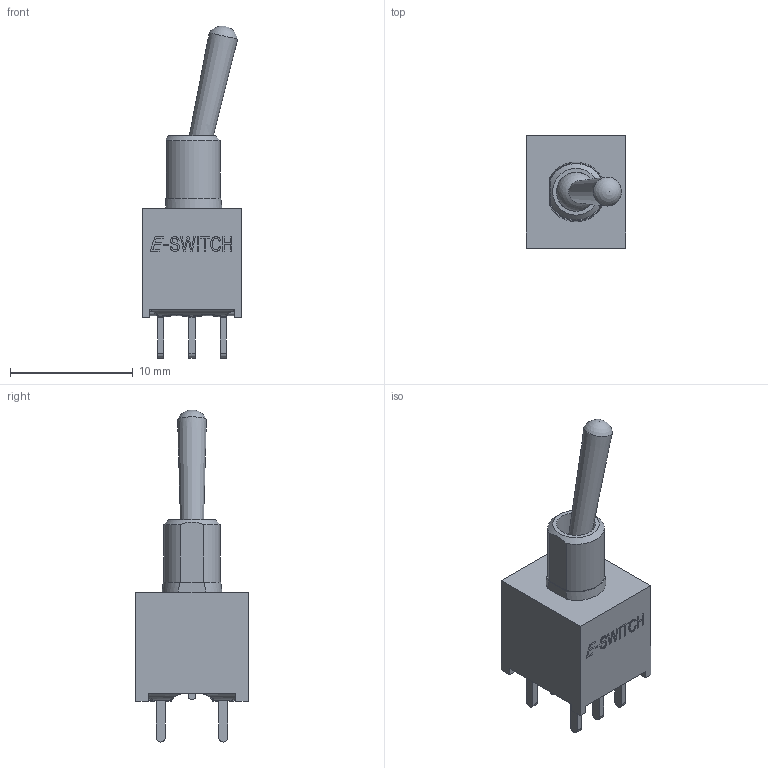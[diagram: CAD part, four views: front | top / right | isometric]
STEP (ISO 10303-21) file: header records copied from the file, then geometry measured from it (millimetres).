
FILE_DESCRIPTION(/* description */ (''),/* implementation_level */ '2;1');
FILE_NAME(/* name */ '200AWMDPxT1A4M2xE.stp',/* time_stamp */ '2025-12-30T15:24:32-06:00',/* author */ ('mroman'),/* organization */ (''),/* preprocessor_version */ 'ST-DEVELOPER v18.1',/* originating_system */ 'Autodesk Inventor 2022',/* authorisation */ '');
FILE_SCHEMA (('AUTOMOTIVE_DESIGN { 1 0 10303 214 3 1 1 }'));
Length unit declared in the file: inch
Products named in the file (1): 200AWMDPxT1A4M2xE
Bounding box: 8.13 x 9.14 x 27.03 mm (x, y, z)
Volume: 745.8 mm3; surface area: 733.7 mm2
Topology: 1 solids, 2 shells, 214 faces, 604 edges, 402 vertices
Faces by surface type: plane 144, bspline 42, cylinder 22, cone 3, sphere 3
Full cylindrical faces by diameter (mm): 3.18 x2
Entity records: 7645 total; most frequent: CARTESIAN_POINT 2404, ORIENTED_EDGE 1204, DIRECTION 863, EDGE_CURVE 602, LINE 403, VECTOR 403, VERTEX_POINT 402, AXIS2_PLACEMENT_3D 230
